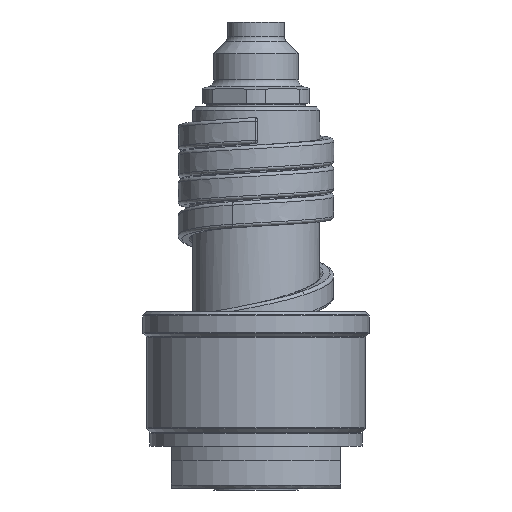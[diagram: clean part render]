
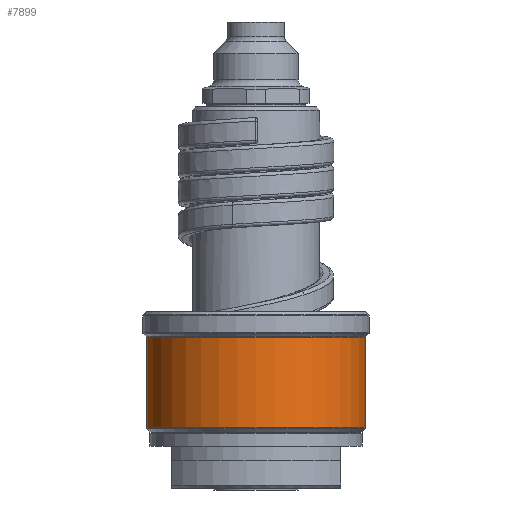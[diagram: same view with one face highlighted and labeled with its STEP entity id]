
A CAD part, front view. The second image highlights one B-rep face of the part: STEP entity #7899.
In plain terms, the highlighted cylindrical face has radius 15.5 mm (diameter 31 mm), a partial arc.
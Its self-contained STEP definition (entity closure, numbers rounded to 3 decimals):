
#1470=CARTESIAN_POINT('',(0.,0.,8.583));
#1471=DIRECTION('',(0.,0.,1.));
#1472=DIRECTION('',(-1.,0.,0.));
#1473=AXIS2_PLACEMENT_3D('',#1470,#1471,#1472);
#1475=DIRECTION('',(0.,0.,-1.));
#1476=VECTOR('',#1475,12.835);
#1477=CARTESIAN_POINT('',(-15.5,0.,21.417));
#1478=LINE('',#1477,#1476);
#1479=CARTESIAN_POINT('',(0.,0.,21.417));
#1480=DIRECTION('',(0.,0.,1.));
#1481=DIRECTION('',(-1.,0.,0.));
#1482=AXIS2_PLACEMENT_3D('',#1479,#1480,#1481);
#1484=DIRECTION('',(0.,0.,-1.));
#1485=VECTOR('',#1484,12.835);
#1486=CARTESIAN_POINT('',(15.5,0.,21.417));
#1487=LINE('',#1486,#1485);
#5508=CARTESIAN_POINT('',(15.5,0.,21.417));
#5509=CARTESIAN_POINT('',(-15.5,0.,21.417));
#5510=VERTEX_POINT('',#5508);
#5511=VERTEX_POINT('',#5509);
#5534=CARTESIAN_POINT('',(15.5,0.,8.583));
#5535=VERTEX_POINT('',#5534);
#5536=CARTESIAN_POINT('',(-15.5,0.,8.583));
#5537=VERTEX_POINT('',#5536);
#7887=CARTESIAN_POINT('',(0.,0.,7.15));
#7888=DIRECTION('',(0.,0.,1.));
#7889=DIRECTION('',(-1.,0.,0.));
#7890=AXIS2_PLACEMENT_3D('',#7887,#7888,#7889);
#7891=CYLINDRICAL_SURFACE('',#7890,15.5);
#7892=ORIENTED_EDGE('',*,*,#7859,.F.);
#7893=ORIENTED_EDGE('',*,*,#7877,.F.);
#7895=ORIENTED_EDGE('',*,*,#7894,.T.);
#7896=ORIENTED_EDGE('',*,*,#7873,.T.);
#7897=EDGE_LOOP('',(#7892,#7893,#7895,#7896));
#7898=FACE_OUTER_BOUND('',#7897,.F.);
#1474=CIRCLE('',#1473,15.5);
#1483=CIRCLE('',#1482,15.5);
#7859=EDGE_CURVE('',#5537,#5535,#1474,.T.);
#7873=EDGE_CURVE('',#5510,#5535,#1487,.T.);
#7877=EDGE_CURVE('',#5511,#5537,#1478,.T.);
#7894=EDGE_CURVE('',#5511,#5510,#1483,.T.);
#7899=ADVANCED_FACE('',(#7898),#7891,.T.);
